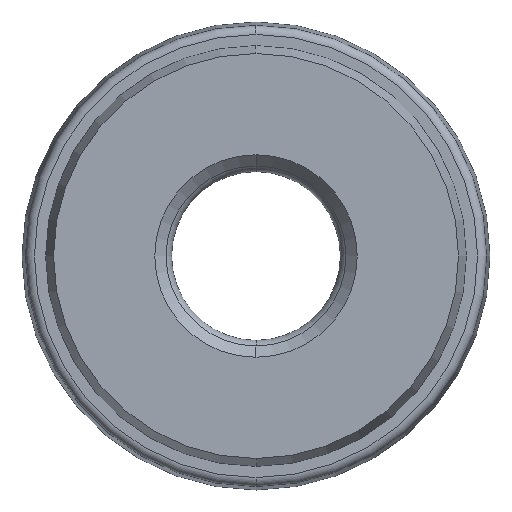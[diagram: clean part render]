
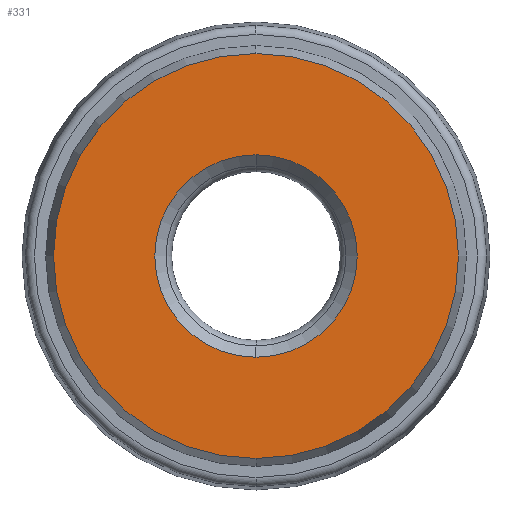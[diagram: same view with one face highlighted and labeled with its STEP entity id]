
A CAD part, left-side view. The second image highlights one B-rep face of the part: STEP entity #331.
In plain terms, the highlighted planar face has unit normal (-1, 0, 0).
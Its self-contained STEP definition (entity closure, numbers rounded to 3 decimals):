
#6 = VERTEX_POINT ( 'NONE', #209 ) ;
#10 = VERTEX_POINT ( 'NONE', #210 ) ;
#11 = VERTEX_POINT ( 'NONE', #181 ) ;
#15 = VERTEX_POINT ( 'NONE', #186 ) ;
#157 = AXIS2_PLACEMENT_3D ( 'NONE', #1036, #1037, #1044 ) ;
#159 = AXIS2_PLACEMENT_3D ( 'NONE', #1089, #1077, #1087 ) ;
#162 = AXIS2_PLACEMENT_3D ( 'NONE', #1066, #1067, #1078 ) ;
#176 = AXIS2_PLACEMENT_3D ( 'NONE', #318, #322, #319 ) ;
#181 = CARTESIAN_POINT ( 'NONE',  ( 0., 0., -9. ) ) ;
#186 = CARTESIAN_POINT ( 'NONE',  ( 0., 0., 4.5 ) ) ;
#209 = CARTESIAN_POINT ( 'NONE',  ( 0., 0., -4.5 ) ) ;
#210 = CARTESIAN_POINT ( 'NONE',  ( 0., 0., 9. ) ) ;
#214 = DIRECTION ( 'NONE',  ( 1., 0., 0. ) ) ;
#215 = DIRECTION ( 'NONE',  ( 0., 0., -1. ) ) ;
#219 = CARTESIAN_POINT ( 'NONE',  ( 0., 4., 0. ) ) ;
#225 = PLANE ( 'NONE',  #891 ) ;
#318 = CARTESIAN_POINT ( 'NONE',  ( 0., 0., 0. ) ) ;
#319 = DIRECTION ( 'NONE',  ( 0., 0., 1. ) ) ;
#322 = DIRECTION ( 'NONE',  ( -1., 0., 0. ) ) ;
#331 = ADVANCED_FACE ( 'NONE', ( #398, #392 ), #225, .F. ) ;
#392 = FACE_OUTER_BOUND ( 'NONE', #913, .T. ) ;
#398 = FACE_BOUND ( 'NONE', #952, .T. ) ;
#468 = CIRCLE ( 'NONE', #162, 4.5 ) ;
#473 = CIRCLE ( 'NONE', #157, 4.5 ) ;
#491 = CIRCLE ( 'NONE', #159, 9. ) ;
#524 = ORIENTED_EDGE ( 'NONE', *, *, #843, .T. ) ;
#529 = ORIENTED_EDGE ( 'NONE', *, *, #850, .T. ) ;
#532 = ORIENTED_EDGE ( 'NONE', *, *, #825, .T. ) ;
#539 = ORIENTED_EDGE ( 'NONE', *, *, #849, .T. ) ;
#757 = CIRCLE ( 'NONE', #176, 9. ) ;
#825 = EDGE_CURVE ( 'NONE', #10, #11, #757, .T. ) ;
#843 = EDGE_CURVE ( 'NONE', #15, #6, #473, .T. ) ;
#849 = EDGE_CURVE ( 'NONE', #6, #15, #468, .T. ) ;
#850 = EDGE_CURVE ( 'NONE', #11, #10, #491, .T. ) ;
#891 = AXIS2_PLACEMENT_3D ( 'NONE', #219, #214, #215 ) ;
#913 = EDGE_LOOP ( 'NONE', ( #529, #532 ) ) ;
#952 = EDGE_LOOP ( 'NONE', ( #524, #539 ) ) ;
#1036 = CARTESIAN_POINT ( 'NONE',  ( 0., 0., 0. ) ) ;
#1037 = DIRECTION ( 'NONE',  ( 1., 0., 0. ) ) ;
#1044 = DIRECTION ( 'NONE',  ( 0., 0., -1. ) ) ;
#1066 = CARTESIAN_POINT ( 'NONE',  ( 0., 0., 0. ) ) ;
#1067 = DIRECTION ( 'NONE',  ( 1., 0., 0. ) ) ;
#1077 = DIRECTION ( 'NONE',  ( -1., 0., 0. ) ) ;
#1078 = DIRECTION ( 'NONE',  ( 0., 0., -1. ) ) ;
#1087 = DIRECTION ( 'NONE',  ( 0., 0., 1. ) ) ;
#1089 = CARTESIAN_POINT ( 'NONE',  ( 0., 0., 0. ) ) ;
